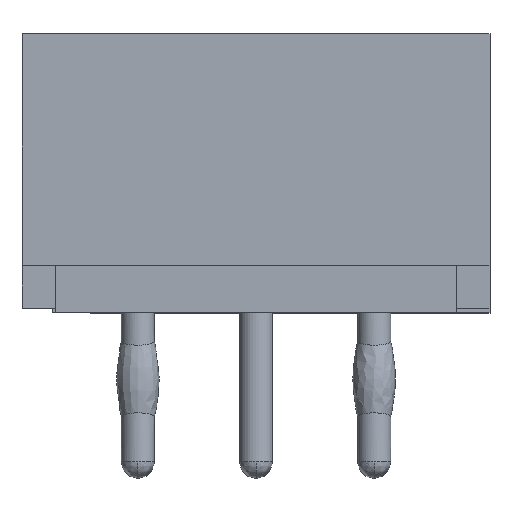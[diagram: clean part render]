
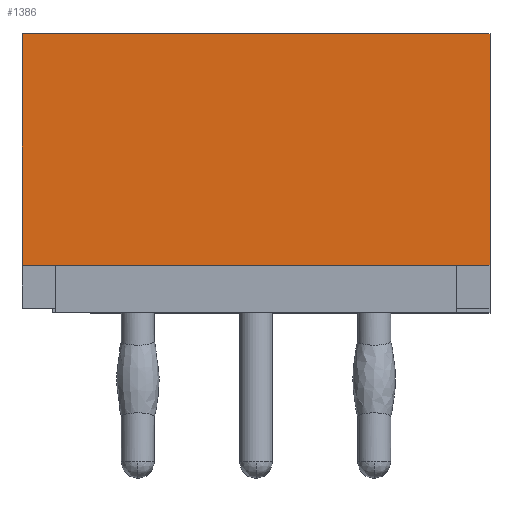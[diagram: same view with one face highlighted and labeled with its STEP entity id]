
A CAD part, top view. The second image highlights one B-rep face of the part: STEP entity #1386.
In plain terms, the highlighted planar face has unit normal (0, 0, 1).
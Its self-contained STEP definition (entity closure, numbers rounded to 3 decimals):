
#128=FACE_OUTER_BOUND('',#209,.T.);
#209=EDGE_LOOP('',(#983,#984,#985,#986));
#310=LINE('',#2032,#447);
#324=LINE('',#2060,#461);
#343=LINE('',#2097,#480);
#349=LINE('',#2109,#486);
#447=VECTOR('',#1632,4.9);
#461=VECTOR('',#1652,9.9);
#480=VECTOR('',#1677,4.9);
#486=VECTOR('',#1687,9.9);
#581=VERTEX_POINT('',#2029);
#582=VERTEX_POINT('',#2031);
#593=VERTEX_POINT('',#2058);
#608=VERTEX_POINT('',#2095);
#722=EDGE_CURVE('',#582,#581,#310,.T.);
#736=EDGE_CURVE('',#593,#581,#324,.T.);
#755=EDGE_CURVE('',#608,#593,#343,.T.);
#761=EDGE_CURVE('',#608,#582,#349,.T.);
#983=ORIENTED_EDGE('',*,*,#761,.T.);
#984=ORIENTED_EDGE('',*,*,#722,.T.);
#985=ORIENTED_EDGE('',*,*,#736,.F.);
#986=ORIENTED_EDGE('',*,*,#755,.F.);
#1325=PLANE('',#1487);
#1386=ADVANCED_FACE('',(#128),#1325,.T.);
#1487=AXIS2_PLACEMENT_3D('',#2108,#1685,#1686);
#1632=DIRECTION('',(0.,1.,0.));
#1652=DIRECTION('',(1.,0.,0.));
#1677=DIRECTION('',(0.,1.,0.));
#1685=DIRECTION('center_axis',(0.,0.,1.));
#1686=DIRECTION('ref_axis',(1.,0.,0.));
#1687=DIRECTION('',(1.,0.,0.));
#2029=CARTESIAN_POINT('',(4.95,2.95,2.47));
#2031=CARTESIAN_POINT('',(4.95,-1.95,2.47));
#2032=CARTESIAN_POINT('',(4.95,-1.95,2.47));
#2058=CARTESIAN_POINT('',(-4.95,2.95,2.47));
#2060=CARTESIAN_POINT('',(-4.95,2.95,2.47));
#2095=CARTESIAN_POINT('',(-4.95,-1.95,2.47));
#2097=CARTESIAN_POINT('',(-4.95,-1.95,2.47));
#2108=CARTESIAN_POINT('Origin',(-4.95,-2.95,2.47));
#2109=CARTESIAN_POINT('',(-4.95,-1.95,2.47));
